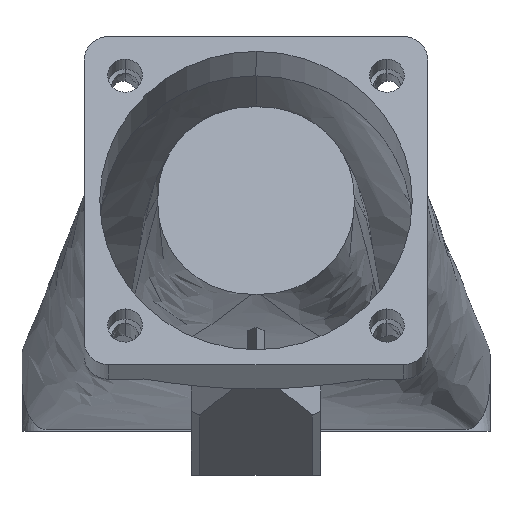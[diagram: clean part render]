
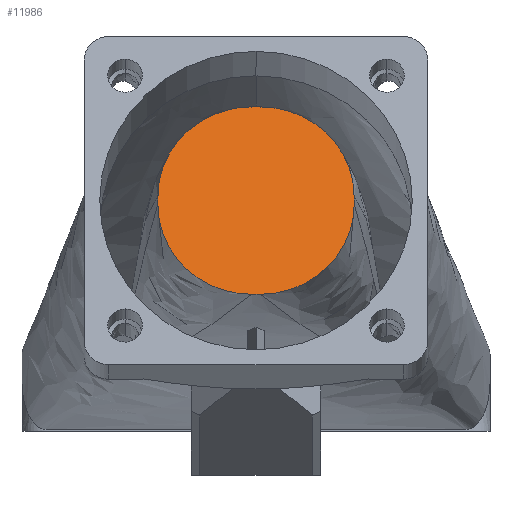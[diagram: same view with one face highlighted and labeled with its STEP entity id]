
A CAD part, top view. The second image highlights one B-rep face of the part: STEP entity #11986.
In plain terms, the highlighted planar face has unit normal (0, 0.297, 0.955).
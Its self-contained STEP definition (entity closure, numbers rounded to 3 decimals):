
#11727=CARTESIAN_POINT('Vertex',(-12.,27.576,81.489)) ;
#11731=CARTESIAN_POINT('Control Point',(-12.,27.576,81.489)) ;
#11732=CARTESIAN_POINT('Control Point',(-12.,28.531,81.192)) ;
#11733=CARTESIAN_POINT('Vertex',(-12.,28.531,81.192)) ;
#11862=CARTESIAN_POINT('Control Point',(-12.,28.531,81.192)) ;
#11863=CARTESIAN_POINT('Control Point',(-12.,31.981,80.12)) ;
#11864=CARTESIAN_POINT('Control Point',(-10.585,35.434,79.047)) ;
#11865=CARTESIAN_POINT('Control Point',(-7.729,38.162,78.199)) ;
#11866=CARTESIAN_POINT('Control Point',(-4.113,39.513,77.779)) ;
#11867=CARTESIAN_POINT('Control Point',(-0.5,39.513,77.779)) ;
#11868=CARTESIAN_POINT('Vertex',(-0.5,39.513,77.779)) ;
#11895=CARTESIAN_POINT('Axis2P3D Location',(0.,28.053,81.341)) ;
#11901=CARTESIAN_POINT('Control Point',(-12.,27.576,81.489)) ;
#11902=CARTESIAN_POINT('Control Point',(-12.,26.516,81.819)) ;
#11903=CARTESIAN_POINT('Control Point',(-11.866,25.456,82.148)) ;
#11904=CARTESIAN_POINT('Control Point',(-11.599,24.416,82.472)) ;
#11905=CARTESIAN_POINT('Control Point',(-10.805,22.419,83.092)) ;
#11906=CARTESIAN_POINT('Control Point',(-9.537,20.66,83.639)) ;
#11907=CARTESIAN_POINT('Control Point',(-8.794,19.858,83.888)) ;
#11908=CARTESIAN_POINT('Control Point',(-7.121,18.441,84.329)) ;
#11909=CARTESIAN_POINT('Control Point',(-5.143,17.445,84.639)) ;
#11910=CARTESIAN_POINT('Control Point',(-4.096,17.063,84.757)) ;
#11911=CARTESIAN_POINT('Control Point',(-2.735,16.741,84.857)) ;
#11912=CARTESIAN_POINT('Control Point',(-1.347,16.619,84.895)) ;
#11913=CARTESIAN_POINT('Control Point',(-1.065,16.603,84.9)) ;
#11914=CARTESIAN_POINT('Control Point',(-0.782,16.594,84.903)) ;
#11915=CARTESIAN_POINT('Control Point',(-0.5,16.594,84.903)) ;
#11916=CARTESIAN_POINT('Vertex',(-0.5,16.594,84.903)) ;
#11919=CARTESIAN_POINT('Line Origine',(0.,16.594,84.903)) ;
#11923=CARTESIAN_POINT('Vertex',(0.5,16.594,84.903)) ;
#11927=CARTESIAN_POINT('Control Point',(0.5,16.594,84.903)) ;
#11928=CARTESIAN_POINT('Control Point',(1.61,16.594,84.903)) ;
#11929=CARTESIAN_POINT('Control Point',(2.72,16.722,84.863)) ;
#11930=CARTESIAN_POINT('Control Point',(3.809,16.978,84.784)) ;
#11931=CARTESIAN_POINT('Control Point',(5.9,17.735,84.548)) ;
#11932=CARTESIAN_POINT('Control Point',(7.742,18.947,84.172)) ;
#11933=CARTESIAN_POINT('Control Point',(8.582,19.656,83.951)) ;
#11934=CARTESIAN_POINT('Control Point',(10.066,21.254,83.455)) ;
#11935=CARTESIAN_POINT('Control Point',(11.11,23.142,82.868)) ;
#11936=CARTESIAN_POINT('Control Point',(11.509,24.142,82.557)) ;
#11937=CARTESIAN_POINT('Control Point',(11.846,25.442,82.153)) ;
#11938=CARTESIAN_POINT('Control Point',(11.974,26.767,81.741)) ;
#11939=CARTESIAN_POINT('Control Point',(11.991,27.037,81.657)) ;
#11940=CARTESIAN_POINT('Control Point',(12.,27.306,81.573)) ;
#11941=CARTESIAN_POINT('Control Point',(12.,27.576,81.489)) ;
#11942=CARTESIAN_POINT('Vertex',(12.,27.576,81.489)) ;
#11945=CARTESIAN_POINT('Line Origine',(12.,28.053,81.341)) ;
#11949=CARTESIAN_POINT('Vertex',(12.,28.531,81.192)) ;
#11953=CARTESIAN_POINT('Control Point',(12.,28.531,81.192)) ;
#11954=CARTESIAN_POINT('Control Point',(12.,29.591,80.863)) ;
#11955=CARTESIAN_POINT('Control Point',(11.866,30.651,80.533)) ;
#11956=CARTESIAN_POINT('Control Point',(11.599,31.691,80.21)) ;
#11957=CARTESIAN_POINT('Control Point',(10.805,33.688,79.59)) ;
#11958=CARTESIAN_POINT('Control Point',(9.537,35.447,79.043)) ;
#11959=CARTESIAN_POINT('Control Point',(8.794,36.249,78.793)) ;
#11960=CARTESIAN_POINT('Control Point',(7.121,37.666,78.353)) ;
#11961=CARTESIAN_POINT('Control Point',(5.143,38.662,78.043)) ;
#11962=CARTESIAN_POINT('Control Point',(4.096,39.044,77.925)) ;
#11963=CARTESIAN_POINT('Control Point',(2.735,39.366,77.825)) ;
#11964=CARTESIAN_POINT('Control Point',(1.347,39.488,77.787)) ;
#11965=CARTESIAN_POINT('Control Point',(1.065,39.504,77.781)) ;
#11966=CARTESIAN_POINT('Control Point',(0.782,39.513,77.779)) ;
#11967=CARTESIAN_POINT('Control Point',(0.5,39.513,77.779)) ;
#11968=CARTESIAN_POINT('Vertex',(0.5,39.513,77.779)) ;
#11971=CARTESIAN_POINT('Line Origine',(0.,39.513,77.779)) ;
#11896=DIRECTION('Axis2P3D Direction',(0.,0.297,0.955)) ;
#11897=DIRECTION('Axis2P3D XDirection',(0.,0.955,-0.297)) ;
#11920=DIRECTION('Vector Direction',(-1.,0.,0.)) ;
#11946=DIRECTION('Vector Direction',(0.,-0.955,0.297)) ;
#11972=DIRECTION('Vector Direction',(1.,0.,0.)) ;
#11898=AXIS2_PLACEMENT_3D('Plane Axis2P3D',#11895,#11896,#11897) ;
#11977=ORIENTED_EDGE('',*,*,#11735,.T.) ;
#11978=ORIENTED_EDGE('',*,*,#11918,.T.) ;
#11979=ORIENTED_EDGE('',*,*,#11925,.T.) ;
#11980=ORIENTED_EDGE('',*,*,#11944,.T.) ;
#11981=ORIENTED_EDGE('',*,*,#11951,.T.) ;
#11982=ORIENTED_EDGE('',*,*,#11970,.T.) ;
#11983=ORIENTED_EDGE('',*,*,#11975,.T.) ;
#11984=ORIENTED_EDGE('',*,*,#11870,.T.) ;
#11921=VECTOR('Line Direction',#11920,1.) ;
#11947=VECTOR('Line Direction',#11946,1.) ;
#11973=VECTOR('Line Direction',#11972,1.) ;
#11986=ADVANCED_FACE('Body.2',(#11985),#11899,.T.) ;
#11730=B_SPLINE_CURVE_WITH_KNOTS('',1,(#11731,#11732),.UNSPECIFIED.,.F.,.U.,(2,2),(2.144,3.144),.UNSPECIFIED.) ;
#11861=B_SPLINE_CURVE_WITH_KNOTS('',5,(#11862,#11863,#11864,#11865,#11866,#11867),.UNSPECIFIED.,.F.,.U.,(6,6),(0.,18.064),.UNSPECIFIED.) ;
#11900=B_SPLINE_CURVE_WITH_KNOTS('',5,(#11901,#11902,#11903,#11904,#11905,#11906,#11907,#11908,#11909,#11910,#11911,#11912,#11913,#11914,#11915),.UNSPECIFIED.,.F.,.U.,(6,3,3,3,6),(0.,7.85,15.701,23.549,25.546),.UNSPECIFIED.) ;
#11926=B_SPLINE_CURVE_WITH_KNOTS('',5,(#11927,#11928,#11929,#11930,#11931,#11932,#11933,#11934,#11935,#11936,#11937,#11938,#11939,#11940,#11941),.UNSPECIFIED.,.F.,.U.,(6,3,3,3,6),(0.,7.85,15.701,23.549,25.546),.UNSPECIFIED.) ;
#11952=B_SPLINE_CURVE_WITH_KNOTS('',5,(#11953,#11954,#11955,#11956,#11957,#11958,#11959,#11960,#11961,#11962,#11963,#11964,#11965,#11966,#11967),.UNSPECIFIED.,.F.,.U.,(6,3,3,3,6),(0.,7.85,15.701,23.549,25.546),.UNSPECIFIED.) ;
#11735=EDGE_CURVE('',#11734,#11728,#11730,.F.) ;
#11870=EDGE_CURVE('',#11869,#11734,#11861,.F.) ;
#11918=EDGE_CURVE('',#11728,#11917,#11900,.T.) ;
#11925=EDGE_CURVE('',#11917,#11924,#11922,.F.) ;
#11944=EDGE_CURVE('',#11924,#11943,#11926,.T.) ;
#11951=EDGE_CURVE('',#11943,#11950,#11948,.F.) ;
#11970=EDGE_CURVE('',#11950,#11969,#11952,.T.) ;
#11975=EDGE_CURVE('',#11969,#11869,#11974,.F.) ;
#11976=EDGE_LOOP('',(#11977,#11978,#11979,#11980,#11981,#11982,#11983,#11984)) ;
#11985=FACE_OUTER_BOUND('',#11976,.T.) ;
#11922=LINE('Line',#11919,#11921) ;
#11948=LINE('Line',#11945,#11947) ;
#11974=LINE('Line',#11971,#11973) ;
#11899=PLANE('',#11898) ;
#11728=VERTEX_POINT('',#11727) ;
#11734=VERTEX_POINT('',#11733) ;
#11869=VERTEX_POINT('',#11868) ;
#11917=VERTEX_POINT('',#11916) ;
#11924=VERTEX_POINT('',#11923) ;
#11943=VERTEX_POINT('',#11942) ;
#11950=VERTEX_POINT('',#11949) ;
#11969=VERTEX_POINT('',#11968) ;
